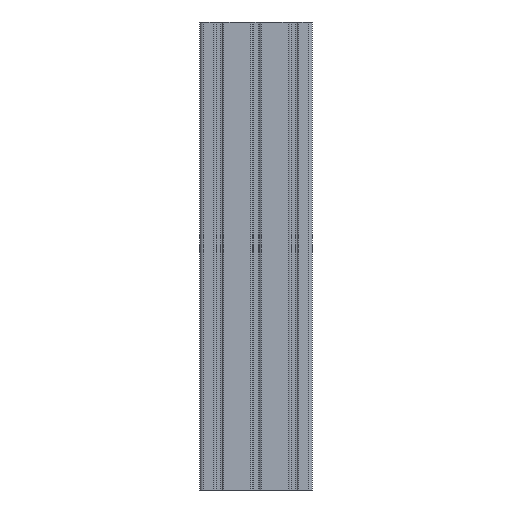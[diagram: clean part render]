
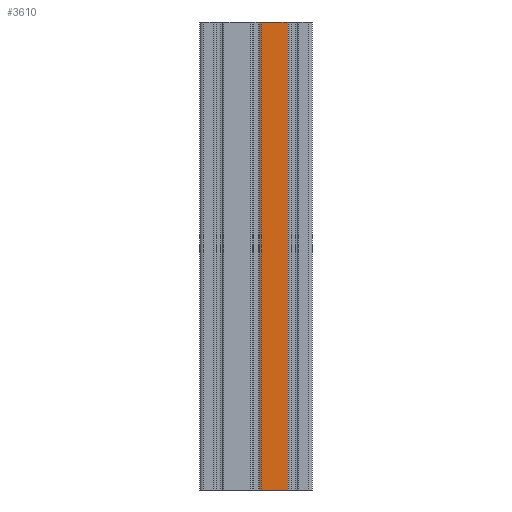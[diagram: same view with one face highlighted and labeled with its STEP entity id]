
A CAD part, front view. The second image highlights one B-rep face of the part: STEP entity #3610.
In plain terms, the highlighted planar face has unit normal (0, -1, 0).
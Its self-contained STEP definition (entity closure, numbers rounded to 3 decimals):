
#2217 = VERTEX_POINT ( 'NONE', #4840 ) ;
#2342 = VERTEX_POINT ( 'NONE', #3936 ) ;
#2346 = EDGE_CURVE ( 'NONE', #2217, #2342, #3882, .T. ) ;
#3143 = DIRECTION ( 'NONE',  ( 0., 0., 1. ) ) ;
#3144 = AXIS2_PLACEMENT_3D ( 'NONE', #3289, #3151, #3143 ) ;
#3151 = DIRECTION ( 'NONE',  ( 0., 1., 0. ) ) ;
#3199 = PLANE ( 'NONE',  #3144 ) ;
#3289 = CARTESIAN_POINT ( 'NONE',  ( -23082.645, -19112.61, 500. ) ) ;
#3373 = VERTEX_POINT ( 'NONE', #5696 ) ;
#3388 = EDGE_CURVE ( 'NONE', #3455, #3373, #5577, .T. ) ;
#3403 = ORIENTED_EDGE ( 'NONE', *, *, #2346, .F. ) ;
#3455 = VERTEX_POINT ( 'NONE', #5966 ) ;
#3508 = EDGE_LOOP ( 'NONE', ( #3510, #3664, #3403, #3512 ) ) ;
#3510 = ORIENTED_EDGE ( 'NONE', *, *, #3388, .T. ) ;
#3511 = EDGE_CURVE ( 'NONE', #2217, #3455, #5784, .T. ) ;
#3512 = ORIENTED_EDGE ( 'NONE', *, *, #3511, .T. ) ;
#3514 = EDGE_CURVE ( 'NONE', #2342, #3373, #5792, .T. ) ;
#3610 = ADVANCED_FACE ( 'NONE', ( #5773 ), #3199, .F. ) ;
#3664 = ORIENTED_EDGE ( 'NONE', *, *, #3514, .F. ) ;
#3879 = DIRECTION ( 'NONE',  ( 1., 0., 0. ) ) ;
#3880 = VECTOR ( 'NONE', #3879, 1000. ) ;
#3881 = CARTESIAN_POINT ( 'NONE',  ( -23082.645, -19112.61, 500. ) ) ;
#3882 = LINE ( 'NONE', #3881, #3880 ) ;
#3936 = CARTESIAN_POINT ( 'NONE',  ( -23053.845, -19112.61, 500. ) ) ;
#4840 = CARTESIAN_POINT ( 'NONE',  ( -23082.645, -19112.61, 500. ) ) ;
#5568 = CARTESIAN_POINT ( 'NONE',  ( -23082.645, -19112.61, 0. ) ) ;
#5577 = LINE ( 'NONE', #5568, #5641 ) ;
#5640 = DIRECTION ( 'NONE',  ( 1., 0., 0. ) ) ;
#5641 = VECTOR ( 'NONE', #5640, 1000. ) ;
#5696 = CARTESIAN_POINT ( 'NONE',  ( -23053.845, -19112.61, 0. ) ) ;
#5773 = FACE_OUTER_BOUND ( 'NONE', #3508, .T. ) ;
#5783 = VECTOR ( 'NONE', #5796, 1000. ) ;
#5784 = LINE ( 'NONE', #5829, #5783 ) ;
#5789 = DIRECTION ( 'NONE',  ( 0., 0., -1. ) ) ;
#5790 = VECTOR ( 'NONE', #5789, 1000. ) ;
#5791 = CARTESIAN_POINT ( 'NONE',  ( -23053.845, -19112.61, 500. ) ) ;
#5792 = LINE ( 'NONE', #5791, #5790 ) ;
#5796 = DIRECTION ( 'NONE',  ( 0., 0., -1. ) ) ;
#5829 = CARTESIAN_POINT ( 'NONE',  ( -23082.645, -19112.61, 500. ) ) ;
#5966 = CARTESIAN_POINT ( 'NONE',  ( -23082.645, -19112.61, 0. ) ) ;
